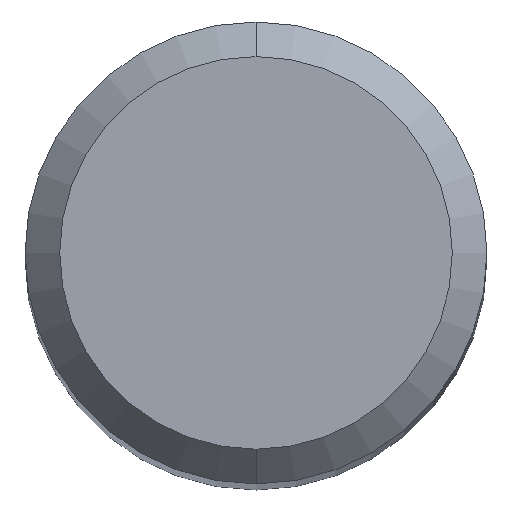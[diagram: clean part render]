
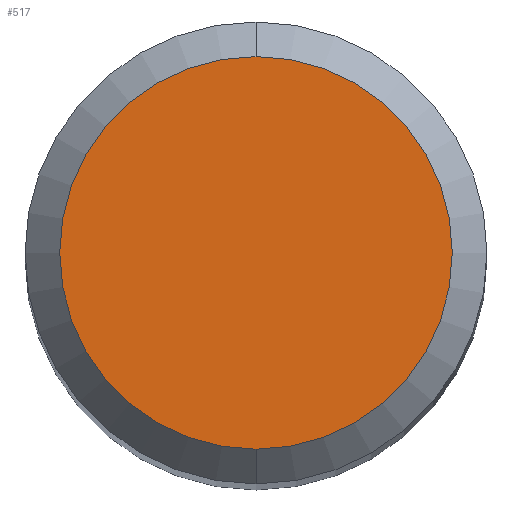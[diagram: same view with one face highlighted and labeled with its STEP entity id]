
A CAD part, top view. The second image highlights one B-rep face of the part: STEP entity #517.
In plain terms, the highlighted planar face has unit normal (0, 0, 1).
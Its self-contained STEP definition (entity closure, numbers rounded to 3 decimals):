
#517=ADVANCED_FACE('',(#1350),#1351,.T.);
#801=VERTEX_POINT('',#1658);
#859=VERTEX_POINT('',#1719);
#1007=EDGE_CURVE('',#859,#801,#1879,.T.);
#1239=EDGE_CURVE('',#801,#859,#2137,.T.);
#1350=FACE_OUTER_BOUND('',#2573,.T.);
#1351=PLANE('',#2574);
#1658=CARTESIAN_POINT('',(0.0,1.7,0.0));
#1719=CARTESIAN_POINT('',(0.,-1.7,0.0));
#1879=CIRCLE('',#4510,1.7);
#2137=CIRCLE('',#5894,1.7);
#2573=EDGE_LOOP('',(#5995,#5996));
#2574=AXIS2_PLACEMENT_3D('',#5997,#5998,#5999);
#4510=AXIS2_PLACEMENT_3D('',#6545,#6546,#6547);
#5894=AXIS2_PLACEMENT_3D('',#6833,#6834,#6835);
#5995=ORIENTED_EDGE('',*,*,#1239,.F.);
#5996=ORIENTED_EDGE('',*,*,#1007,.F.);
#5997=CARTESIAN_POINT('',(0.0,0.85,0.0));
#5998=DIRECTION('',(-0.0,0.0,1.0));
#5999=DIRECTION('',(0.0,-1.0,0.0));
#6545=CARTESIAN_POINT('',(0.0,0.0,0.0));
#6546=DIRECTION('',(0.0,0.0,-1.0));
#6547=DIRECTION('',(0.0,1.0,0.0));
#6833=CARTESIAN_POINT('',(0.0,0.0,0.0));
#6834=DIRECTION('',(0.0,0.0,-1.0));
#6835=DIRECTION('',(0.0,1.0,0.0));
